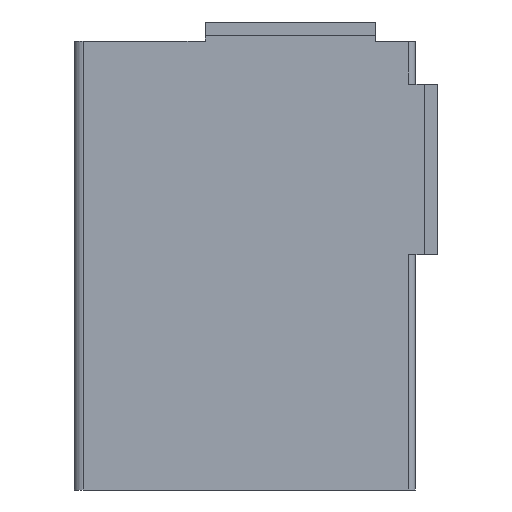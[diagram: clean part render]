
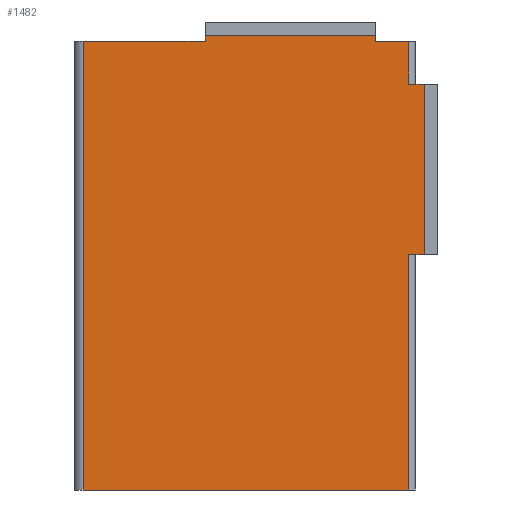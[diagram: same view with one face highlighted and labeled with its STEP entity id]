
A CAD part, left-side view. The second image highlights one B-rep face of the part: STEP entity #1482.
In plain terms, the highlighted planar face has unit normal (-1, 0, 0).
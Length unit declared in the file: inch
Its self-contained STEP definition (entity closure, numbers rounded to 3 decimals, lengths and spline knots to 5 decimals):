
#49 = DIRECTION ( 'NONE',  ( 0., -1., 0. ) ) ;
#50 = CARTESIAN_POINT ( 'NONE',  ( -1.16, 0.73, 0. ) ) ;
#253 = DIRECTION ( 'NONE',  ( 0., -1., 0. ) ) ;
#254 = CARTESIAN_POINT ( 'NONE',  ( -1.16, 0.73, 1.975 ) ) ;
#285 = DIRECTION ( 'NONE',  ( 0., 0., 1. ) ) ;
#286 = CARTESIAN_POINT ( 'NONE',  ( -1.16, -0.70298, -1.975 ) ) ;
#483 = DIRECTION ( 'NONE',  ( 0., -1., 0. ) ) ;
#484 = CARTESIAN_POINT ( 'NONE',  ( -1.16, 0.73, 1.975 ) ) ;
#496 = DIRECTION ( 'NONE',  ( 0., -1., 0. ) ) ;
#497 = CARTESIAN_POINT ( 'NONE',  ( -1.16, 0.194, 1.036 ) ) ;
#511 = DIRECTION ( 'NONE',  ( 0., 0., -1. ) ) ;
#512 = CARTESIAN_POINT ( 'NONE',  ( -1.16, 0.194, 1.036 ) ) ;
#522 = DIRECTION ( 'NONE',  ( 0., 1., 0. ) ) ;
#523 = CARTESIAN_POINT ( 'NONE',  ( -1.16, -0.556, 1.786 ) ) ;
#602 = DIRECTION ( 'NONE',  ( 0., 0., 1. ) ) ;
#603 = CARTESIAN_POINT ( 'NONE',  ( -1.16, -0.556, 2.06 ) ) ;
#649 = EDGE_LOOP ( 'NONE', ( #2518, #2636, #2705, #2565, #2655, #2529, #2540, #2649, #2662, #2558, #2579, #2743 ) ) ;
#681 = VERTEX_POINT ( 'NONE', #2219 ) ;
#798 = LINE ( 'NONE', #254, #1786 ) ;
#874 = LINE ( 'NONE', #286, #1766 ) ;
#909 = LINE ( 'NONE', #523, #1640 ) ;
#913 = LINE ( 'NONE', #512, #1645 ) ;
#919 = LINE ( 'NONE', #497, #1653 ) ;
#928 = LINE ( 'NONE', #484, #1661 ) ;
#946 = LINE ( 'NONE', #603, #1592 ) ;
#969 = VERTEX_POINT ( 'NONE', #2148 ) ;
#972 = VERTEX_POINT ( 'NONE', #2145 ) ;
#978 = VERTEX_POINT ( 'NONE', #2139 ) ;
#982 = VERTEX_POINT ( 'NONE', #2135 ) ;
#984 = VERTEX_POINT ( 'NONE', #2133 ) ;
#1002 = LINE ( 'NONE', #2240, #1957 ) ;
#1007 = LINE ( 'NONE', #2435, #1945 ) ;
#1008 = LINE ( 'NONE', #2438, #1944 ) ;
#1026 = LINE ( 'NONE', #2267, #1919 ) ;
#1040 = FACE_OUTER_BOUND ( 'NONE', #649, .T. ) ;
#1104 = VERTEX_POINT ( 'NONE', #2102 ) ;
#1107 = VERTEX_POINT ( 'NONE', #2100 ) ;
#1108 = VERTEX_POINT ( 'NONE', #2099 ) ;
#1110 = VERTEX_POINT ( 'NONE', #2097 ) ;
#1112 = VERTEX_POINT ( 'NONE', #2095 ) ;
#1150 = LINE ( 'NONE', #50, #1866 ) ;
#1163 = VERTEX_POINT ( 'NONE', #2085 ) ;
#1223 = EDGE_CURVE ( 'NONE', #1112, #1163, #946, .T. ) ;
#1256 = EDGE_CURVE ( 'NONE', #982, #681, #909, .T. ) ;
#1261 = EDGE_CURVE ( 'NONE', #972, #969, #913, .T. ) ;
#1268 = EDGE_CURVE ( 'NONE', #984, #978, #919, .T. ) ;
#1274 = EDGE_CURVE ( 'NONE', #1104, #969, #928, .T. ) ;
#1355 = EDGE_CURVE ( 'NONE', #681, #1108, #874, .T. ) ;
#1369 = EDGE_CURVE ( 'NONE', #1112, #1108, #798, .T. ) ;
#1438 = EDGE_CURVE ( 'NONE', #1107, #1110, #1150, .T. ) ;
#1482 = ADVANCED_FACE ( 'NONE', ( #1040 ), #2415, .F. ) ;
#1490 = EDGE_CURVE ( 'NONE', #972, #1163, #1026, .T. ) ;
#1515 = EDGE_CURVE ( 'NONE', #1104, #1107, #1008, .T. ) ;
#1516 = EDGE_CURVE ( 'NONE', #982, #978, #1007, .T. ) ;
#1524 = EDGE_CURVE ( 'NONE', #1110, #984, #1002, .T. ) ;
#1592 = VECTOR ( 'NONE', #602, 39.37008 ) ;
#1640 = VECTOR ( 'NONE', #522, 39.37008 ) ;
#1645 = VECTOR ( 'NONE', #511, 39.37008 ) ;
#1653 = VECTOR ( 'NONE', #496, 39.37008 ) ;
#1661 = VECTOR ( 'NONE', #483, 39.37008 ) ;
#1766 = VECTOR ( 'NONE', #285, 39.37008 ) ;
#1786 = VECTOR ( 'NONE', #253, 39.37008 ) ;
#1866 = VECTOR ( 'NONE', #49, 39.37008 ) ;
#1910 = AXIS2_PLACEMENT_3D ( 'NONE', #2461, #2398, #2460 ) ;
#1919 = VECTOR ( 'NONE', #2433, 39.37008 ) ;
#1944 = VECTOR ( 'NONE', #2277, 39.37008 ) ;
#1945 = VECTOR ( 'NONE', #2226, 39.37008 ) ;
#1957 = VECTOR ( 'NONE', #2242, 39.37008 ) ;
#2085 = CARTESIAN_POINT ( 'NONE',  ( -1.16, -0.556, 2. ) ) ;
#2095 = CARTESIAN_POINT ( 'NONE',  ( -1.16, -0.556, 1.975 ) ) ;
#2097 = CARTESIAN_POINT ( 'NONE',  ( -1.16, -0.70298, 0. ) ) ;
#2099 = CARTESIAN_POINT ( 'NONE',  ( -1.16, -0.70298, 1.975 ) ) ;
#2100 = CARTESIAN_POINT ( 'NONE',  ( -1.16, 0.73, 0. ) ) ;
#2102 = CARTESIAN_POINT ( 'NONE',  ( -1.16, 0.73, 1.975 ) ) ;
#2133 = CARTESIAN_POINT ( 'NONE',  ( -1.16, -0.70298, 1.036 ) ) ;
#2135 = CARTESIAN_POINT ( 'NONE',  ( -1.16, -0.77, 1.786 ) ) ;
#2139 = CARTESIAN_POINT ( 'NONE',  ( -1.16, -0.77, 1.036 ) ) ;
#2145 = CARTESIAN_POINT ( 'NONE',  ( -1.16, 0.194, 2. ) ) ;
#2148 = CARTESIAN_POINT ( 'NONE',  ( -1.16, 0.194, 1.975 ) ) ;
#2219 = CARTESIAN_POINT ( 'NONE',  ( -1.16, -0.70298, 1.786 ) ) ;
#2226 = DIRECTION ( 'NONE',  ( 0., 0., -1. ) ) ;
#2240 = CARTESIAN_POINT ( 'NONE',  ( -1.16, -0.70298, -1.975 ) ) ;
#2242 = DIRECTION ( 'NONE',  ( 0., 0., 1. ) ) ;
#2267 = CARTESIAN_POINT ( 'NONE',  ( -1.16, -0.556, 2. ) ) ;
#2277 = DIRECTION ( 'NONE',  ( 0., 0., -1. ) ) ;
#2398 = DIRECTION ( 'NONE',  ( 1., 0., 0. ) ) ;
#2415 = PLANE ( 'NONE',  #1910 ) ;
#2433 = DIRECTION ( 'NONE',  ( 0., -1., 0. ) ) ;
#2435 = CARTESIAN_POINT ( 'NONE',  ( -1.16, -0.77, 1.786 ) ) ;
#2438 = CARTESIAN_POINT ( 'NONE',  ( -1.16, 0.73, 1.975 ) ) ;
#2460 = DIRECTION ( 'NONE',  ( 0., 0., -1. ) ) ;
#2461 = CARTESIAN_POINT ( 'NONE',  ( -1.16, 0.73, 1.975 ) ) ;
#2518 = ORIENTED_EDGE ( 'NONE', *, *, #1515, .T. ) ;
#2529 = ORIENTED_EDGE ( 'NONE', *, *, #1256, .T. ) ;
#2540 = ORIENTED_EDGE ( 'NONE', *, *, #1355, .T. ) ;
#2558 = ORIENTED_EDGE ( 'NONE', *, *, #1490, .F. ) ;
#2565 = ORIENTED_EDGE ( 'NONE', *, *, #1268, .T. ) ;
#2579 = ORIENTED_EDGE ( 'NONE', *, *, #1261, .T. ) ;
#2636 = ORIENTED_EDGE ( 'NONE', *, *, #1438, .T. ) ;
#2649 = ORIENTED_EDGE ( 'NONE', *, *, #1369, .F. ) ;
#2655 = ORIENTED_EDGE ( 'NONE', *, *, #1516, .F. ) ;
#2662 = ORIENTED_EDGE ( 'NONE', *, *, #1223, .T. ) ;
#2705 = ORIENTED_EDGE ( 'NONE', *, *, #1524, .T. ) ;
#2743 = ORIENTED_EDGE ( 'NONE', *, *, #1274, .F. ) ;
